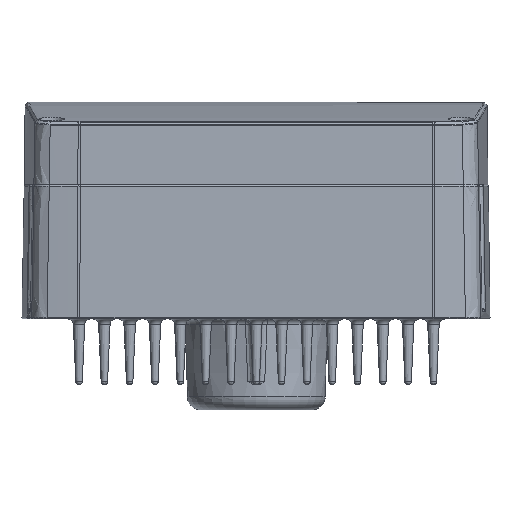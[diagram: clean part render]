
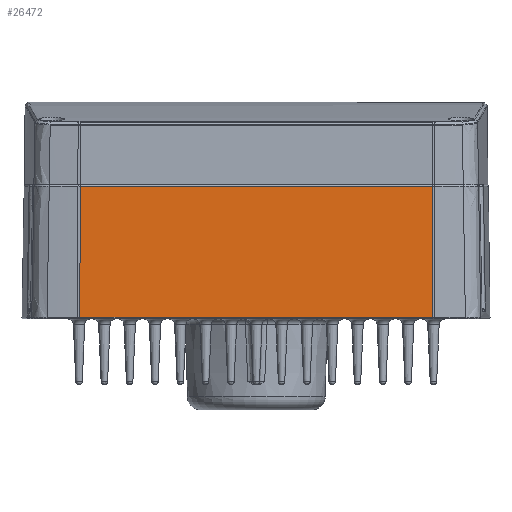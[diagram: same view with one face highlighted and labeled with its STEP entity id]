
A CAD part, left-side view. The second image highlights one B-rep face of the part: STEP entity #26472.
In plain terms, the highlighted planar face has unit normal (-1, 0, 0.018).
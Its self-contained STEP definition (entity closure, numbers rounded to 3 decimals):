
#25111=CARTESIAN_POINT('',(-90.477,-59.194,-44.491));
#25112=VERTEX_POINT('',#25111);
#26005=CARTESIAN_POINT('',(-90.477,59.194,-44.491));
#26006=VERTEX_POINT('',#26005);
#26032=CARTESIAN_POINT('',(-90.477,-59.194,-44.491));
#26033=DIRECTION('',(0.0,1.0,0.0));
#26034=VECTOR('',#26033,118.387);
#26035=LINE('',#26032,#26034);
#26036=EDGE_CURVE('',#25112,#26006,#26035,.T.);
#26428=CARTESIAN_POINT('',(-89.709,59.149,-0.491));
#26429=VERTEX_POINT('',#26428);
#26430=CARTESIAN_POINT('',(-90.477,59.194,-44.491));
#26431=CARTESIAN_POINT('',(-90.221,59.179,-29.825));
#26432=CARTESIAN_POINT('',(-89.965,59.164,-15.158));
#26433=CARTESIAN_POINT('',(-89.709,59.149,-0.491));
#26434=B_SPLINE_CURVE_WITH_KNOTS('',3,(#26430,#26431,#26432,#26433),.UNSPECIFIED.,.F.,.U.,(4,4),(-5.05,-0.649),.UNSPECIFIED.);
#26435=EDGE_CURVE('',#26006,#26429,#26434,.T.);
#26448=CARTESIAN_POINT('',(-89.7,59.5,0.0));
#26449=DIRECTION('',(-1.,0.0,0.017));
#26450=DIRECTION('',(0.0,1.0,0.0));
#26451=AXIS2_PLACEMENT_3D('',#26448,#26449,#26450);
#26452=PLANE('',#26451);
#26453=ORIENTED_EDGE('',*,*,#26036,.F.);
#26454=CARTESIAN_POINT('',(-89.709,-59.149,-0.491));
#26455=VERTEX_POINT('',#26454);
#26456=CARTESIAN_POINT('',(-89.709,-59.149,-0.491));
#26457=CARTESIAN_POINT('',(-89.965,-59.164,-15.158));
#26458=CARTESIAN_POINT('',(-90.221,-59.179,-29.825));
#26459=CARTESIAN_POINT('',(-90.477,-59.194,-44.491));
#26460=B_SPLINE_CURVE_WITH_KNOTS('',3,(#26456,#26457,#26458,#26459),.UNSPECIFIED.,.F.,.U.,(4,4),(0.649,5.05),.UNSPECIFIED.);
#26461=EDGE_CURVE('',#26455,#25112,#26460,.T.);
#26462=ORIENTED_EDGE('',*,*,#26461,.F.);
#26463=CARTESIAN_POINT('',(-89.709,59.149,-0.491));
#26464=DIRECTION('',(0.0,-1.0,0.0));
#26465=VECTOR('',#26464,118.297);
#26466=LINE('',#26463,#26465);
#26467=EDGE_CURVE('',#26429,#26455,#26466,.T.);
#26468=ORIENTED_EDGE('',*,*,#26467,.F.);
#26469=ORIENTED_EDGE('',*,*,#26435,.F.);
#26470=EDGE_LOOP('',(#26453,#26462,#26468,#26469));
#26471=FACE_OUTER_BOUND('',#26470,.T.);
#26472=ADVANCED_FACE('',(#26471),#26452,.T.);
